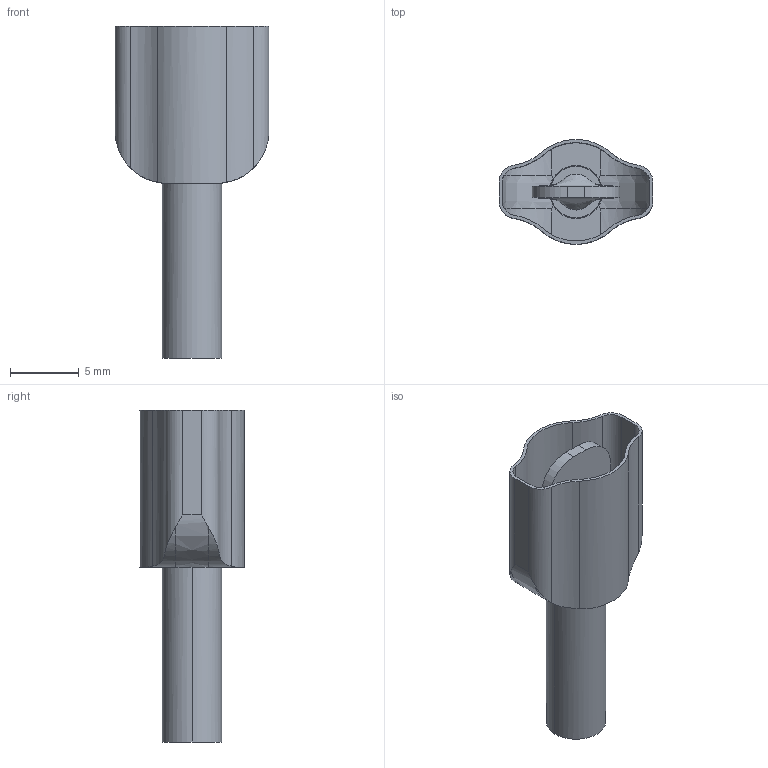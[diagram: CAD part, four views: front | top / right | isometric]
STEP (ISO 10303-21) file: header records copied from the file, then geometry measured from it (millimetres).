
FILE_DESCRIPTION (( 'STEP AP214' ), '1' );
FILE_NAME ('QDMale_16-14AWG.step', '2018-12-19T16:48:59', ( '' ), ( '' ), 'SwSTEP 2.0', 'SolidWorks 2018', '' );
FILE_SCHEMA (( 'AUTOMOTIVE_DESIGN' ));
Length unit declared in the file: inch
Products named in the file (1): QDMale_16-14AWG
Bounding box: 11.18 x 7.62 x 24.13 mm (x, y, z)
Volume: 234.8 mm3; surface area: 1486.4 mm2
Topology: 1 solids, 1 shells, 67 faces, 184 edges, 124 vertices
Faces by surface type: cylinder 40, plane 19, bspline 8
Entity records: 3495 total; most frequent: CARTESIAN_POINT 1180, ORIENTED_EDGE 368, DIRECTION 296, EDGE_CURVE 184, VERTEX_POINT 124, AXIS2_PLACEMENT_3D 120, EDGE_LOOP 72, B_SPLINE_CURVE_WITH_KNOTS 68
